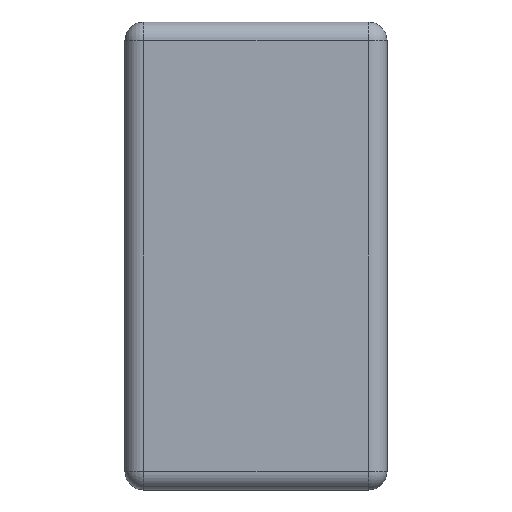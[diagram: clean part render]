
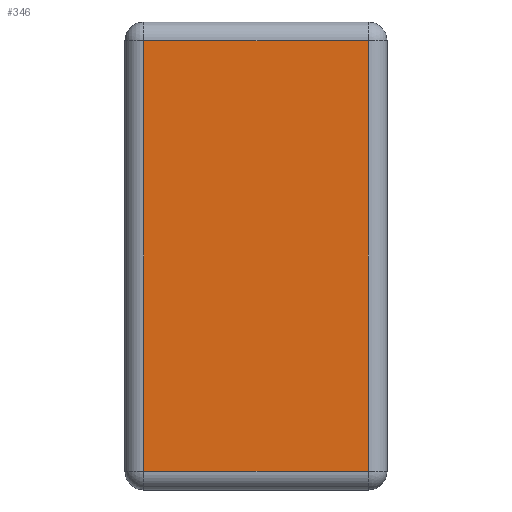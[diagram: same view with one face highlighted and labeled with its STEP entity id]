
A CAD part, left-side view. The second image highlights one B-rep face of the part: STEP entity #346.
In plain terms, the highlighted planar face has unit normal (-1, 0, 0).
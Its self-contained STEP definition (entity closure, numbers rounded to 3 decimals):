
#1 = VECTOR ( 'NONE', #1250, 1000. ) ;
#4 = CARTESIAN_POINT ( 'NONE',  ( -1., 0.7, 0.575 ) ) ;
#27 = EDGE_CURVE ( 'NONE', #846, #309, #853, .T. ) ;
#52 = VECTOR ( 'NONE', #393, 1000. ) ;
#150 = FACE_OUTER_BOUND ( 'NONE', #902, .T. ) ;
#164 = DIRECTION ( 'NONE',  ( 0., 0., -1. ) ) ;
#235 = LINE ( 'NONE', #1041, #1 ) ;
#284 = CARTESIAN_POINT ( 'NONE',  ( -1., 0.65, 0.575 ) ) ;
#309 = VERTEX_POINT ( 'NONE', #847 ) ;
#346 = ADVANCED_FACE ( 'NONE', ( #150 ), #1267, .F. ) ;
#358 = CARTESIAN_POINT ( 'NONE',  ( -1., 0.05, -0.625 ) ) ;
#393 = DIRECTION ( 'NONE',  ( 0., 1., 0. ) ) ;
#408 = EDGE_CURVE ( 'NONE', #1225, #935, #235, .T. ) ;
#438 = CARTESIAN_POINT ( 'NONE',  ( -1., 0.05, -0.575 ) ) ;
#475 = ORIENTED_EDGE ( 'NONE', *, *, #408, .T. ) ;
#546 = ORIENTED_EDGE ( 'NONE', *, *, #27, .T. ) ;
#610 = LINE ( 'NONE', #4, #52 ) ;
#657 = VECTOR ( 'NONE', #864, 1000. ) ;
#667 = CARTESIAN_POINT ( 'NONE',  ( -1., 0.65, -0.575 ) ) ;
#725 = EDGE_CURVE ( 'NONE', #309, #1225, #610, .T. ) ;
#760 = CARTESIAN_POINT ( 'NONE',  ( -1., 0.7, -0.625 ) ) ;
#787 = EDGE_CURVE ( 'NONE', #935, #846, #927, .T. ) ;
#830 = VECTOR ( 'NONE', #1125, 1000. ) ;
#846 = VERTEX_POINT ( 'NONE', #438 ) ;
#847 = CARTESIAN_POINT ( 'NONE',  ( -1., 0.05, 0.575 ) ) ;
#853 = LINE ( 'NONE', #358, #657 ) ;
#864 = DIRECTION ( 'NONE',  ( 0., 0., 1. ) ) ;
#902 = EDGE_LOOP ( 'NONE', ( #475, #1193, #546, #1108 ) ) ;
#927 = LINE ( 'NONE', #1217, #830 ) ;
#935 = VERTEX_POINT ( 'NONE', #667 ) ;
#1036 = AXIS2_PLACEMENT_3D ( 'NONE', #760, #1157, #164 ) ;
#1041 = CARTESIAN_POINT ( 'NONE',  ( -1., 0.65, -0.625 ) ) ;
#1108 = ORIENTED_EDGE ( 'NONE', *, *, #725, .T. ) ;
#1125 = DIRECTION ( 'NONE',  ( 0., -1., 0. ) ) ;
#1157 = DIRECTION ( 'NONE',  ( 1., 0., 0. ) ) ;
#1193 = ORIENTED_EDGE ( 'NONE', *, *, #787, .T. ) ;
#1217 = CARTESIAN_POINT ( 'NONE',  ( -1., 0.7, -0.575 ) ) ;
#1225 = VERTEX_POINT ( 'NONE', #284 ) ;
#1250 = DIRECTION ( 'NONE',  ( 0., 0., -1. ) ) ;
#1267 = PLANE ( 'NONE',  #1036 ) ;
